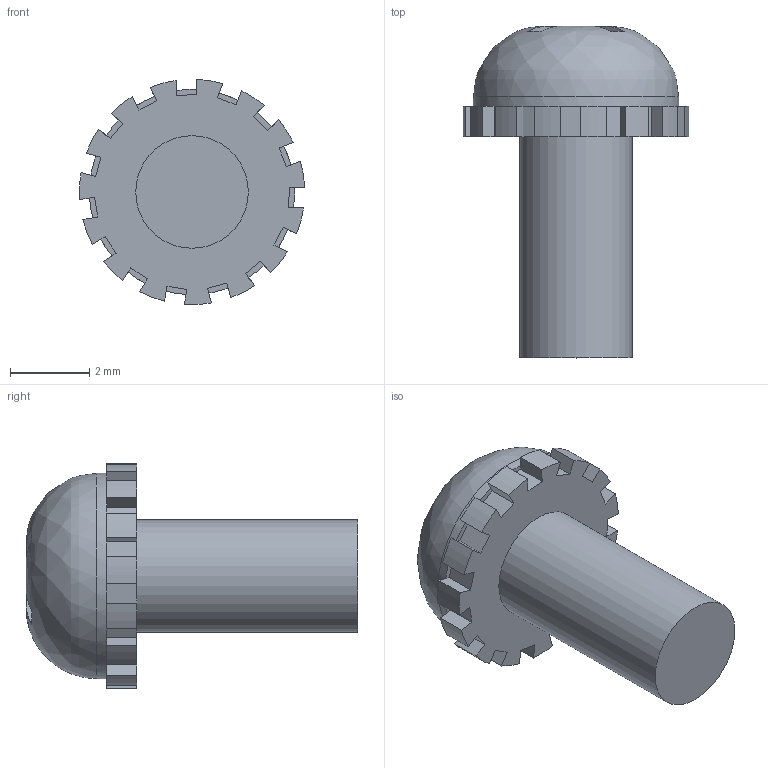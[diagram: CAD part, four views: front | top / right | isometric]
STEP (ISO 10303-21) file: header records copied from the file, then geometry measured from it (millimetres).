
FILE_DESCRIPTION(/* description */ (''),/* implementation_level */ '2;1');
FILE_NAME(/* name */ '300-12-0041.ipt.step',/* time_stamp */ '2014-01-07T11:18:58-08:00',/* author */ ('Philip'),/* organization */ (''),/* preprocessor_version */ 'ST-DEVELOPER v15.2',/* originating_system */ 'Autodesk Inventor 2014',/* authorisation */ '');
FILE_SCHEMA (('AUTOMOTIVE_DESIGN { 1 0 10303 214 3 1 1 }'));
Length unit declared in the file: inch
Products named in the file (1): 300-12-0041
Bounding box: 5.69 x 8.38 x 5.69 mm (x, y, z)
Volume: 83.6 mm3; surface area: 148.2 mm2
Topology: 1 solids, 1 shells, 123 faces, 309 edges, 189 vertices
Faces by surface type: plane 97, cylinder 25, bspline 1
Full cylindrical faces by diameter (mm): 2.845 x1, 5.182 x1
Entity records: 3673 total; most frequent: CARTESIAN_POINT 686, DIRECTION 632, ORIENTED_EDGE 612, EDGE_CURVE 306, AXIS2_PLACEMENT_3D 212, LINE 208, VECTOR 208, VERTEX_POINT 188
